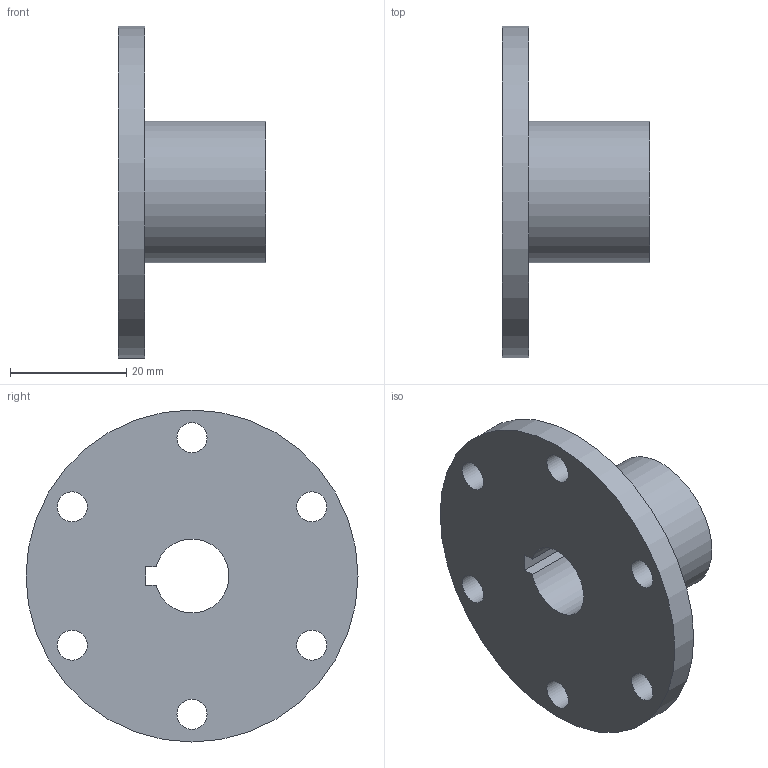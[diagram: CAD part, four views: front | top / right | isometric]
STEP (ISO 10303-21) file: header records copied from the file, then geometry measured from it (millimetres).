
FILE_DESCRIPTION( ( 'Unknown' ), '1' );
FILE_NAME( '500_key_hub.stp', 'Unknown', ( 'Unknown' ), ( 'Unknown' ), 'XStep 1.0', 'Unknown', ' ' );
FILE_SCHEMA( ( 'CONFIG_CONTROL_DESIGN' ) );
Length unit declared in the file: inch
Products named in the file (1): 1
Bounding box: 25.4 x 57.15 x 57.15 mm (x, y, z)
Volume: 17454.2 mm3; surface area: 8579.3 mm2
Topology: 1 solids, 1 shells, 15 faces, 42 edges, 30 vertices
Faces by surface type: cylinder 9, plane 6
Full cylindrical faces by diameter (mm): 5.182 x6, 24.333 x1, 57.15 x1
Entity records: 480 total; most frequent: DIRECTION 78, CARTESIAN_POINT 68, ORIENTED_EDGE 56, EDGE_LOOP 38, AXIS2_PLACEMENT_3D 34, EDGE_CURVE 28, VERTEX_POINT 24, FACE_OUTER_BOUND 23
